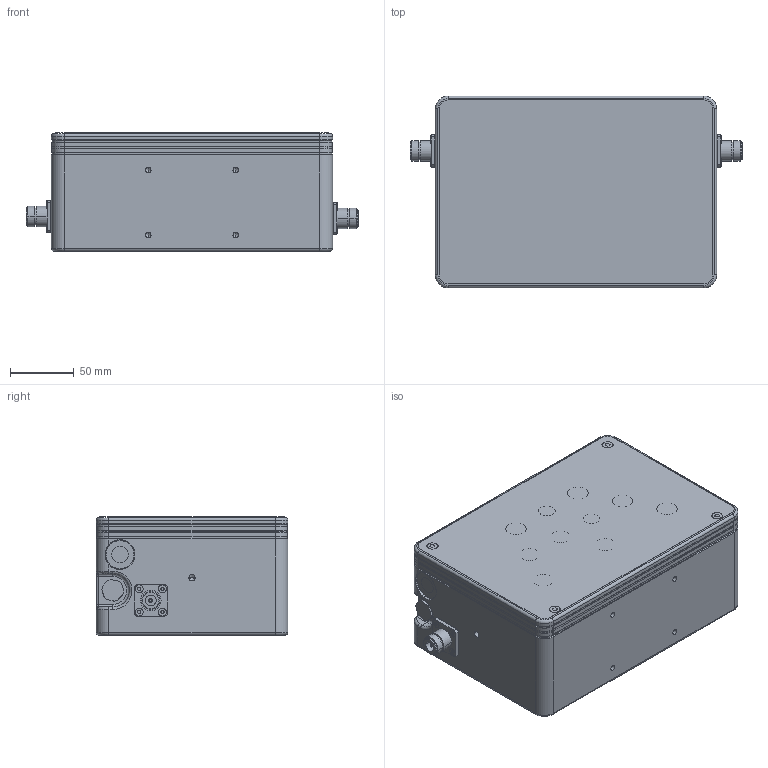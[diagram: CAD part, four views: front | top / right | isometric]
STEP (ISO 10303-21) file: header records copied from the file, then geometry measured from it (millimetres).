
FILE_DESCRIPTION (( 'STEP AP214' ), '1' );
FILE_NAME ('RRF-ITC-220-NFF.STEP', '2019-07-30T18:00:05', ( '' ), ( '' ), 'SwSTEP 2.0', 'SolidWorks 2019', '' );
FILE_SCHEMA (( 'AUTOMOTIVE_DESIGN' ));
Length unit declared in the file: inch
Products named in the file (35): Copy of R57-0308104_1^RRF-ITC-220-NFF; Copy of R98-3221(BPF9002-3)_1^RRF-ITC-220-NFF; Copy of R79-0455_1^RRF-ITC-220-NFF; RRF-ITC-220-NFF; Copy of R75-1489_1^RRF-ITC-220-NFF; Copy of R75-2652_1^RRF-ITC-220-NFF; Copy of R57-0416104_1^RRF-ITC-220-NFF; Copy of R29-0895_1^RRF-ITC-220-NFF; Copy of R04-0789-FPC1^RRF-ITC-220-NFF; Copy of R02-2193-PP1^RRF-ITC-220-NFF; Copy of R75-2653_1^RRF-ITC-220-NFF; Copy of R75-2650^RRF-ITC-220-NFF
Assembly tree (23 placements, depth 2):
  Copy of R57-0308104_1^RRF-ITC-220-NFF
  Copy of R98-3221(BPF9002-3)_1^RRF-ITC-220-NFF
  Copy of R57-0308104_1^RRF-ITC-220-NFF
  RRF-ITC-220-NFF
    Copy of R02-2193-PP1^RRF-ITC-220-NFF
    Copy of R04-0789-FPC1^RRF-ITC-220-NFF
    Copy of R29-0895_1^RRF-ITC-220-NFF
    Copy of R57-0308104_1^RRF-ITC-220-NFF  x8
    Copy of R57-0416104_1^RRF-ITC-220-NFF  x4
    Copy of R75-1489_1^RRF-ITC-220-NFF
    Copy of R75-2650^RRF-ITC-220-NFF
    Copy of R75-2652_1^RRF-ITC-220-NFF  x2
    Copy of R75-2653_1^RRF-ITC-220-NFF
    Copy of R79-0455_1^RRF-ITC-220-NFF  x2
    Copy of R98-3221(BPF9002-3)_1^RRF-ITC-220-NFF
  Copy of R57-0308104_1^RRF-ITC-220-NFF
Bounding box: 259.8 x 150 x 92.7 mm (x, y, z)
Volume: 1237871.8 mm3; surface area: 457265.1 mm2
Topology: 24 solids, 24 shells, 1628 faces, 3998 edges, 2421 vertices
Faces by surface type: cylinder 857, plane 374, cone 261, torus 128, bspline 8
Entity records: 44644 total; most frequent: CARTESIAN_POINT 12070, DIRECTION 6819, ORIENTED_EDGE 6252, EDGE_CURVE 3126, AXIS2_PLACEMENT_3D 2702, VERTEX_POINT 1963, EDGE_LOOP 1553, VECTOR 1415
